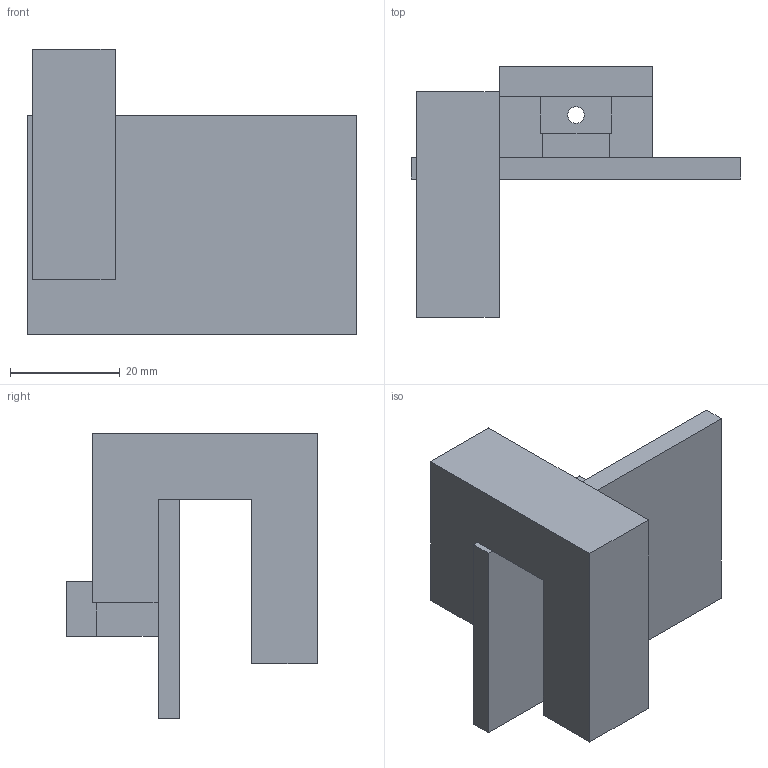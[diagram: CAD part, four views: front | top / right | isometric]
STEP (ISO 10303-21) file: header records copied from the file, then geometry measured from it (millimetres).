
FILE_DESCRIPTION (( 'STEP AP203' ), '1' );
FILE_NAME ('probe.STEP', '2024-06-09T12:21:34', ( '' ), ( '' ), 'SwSTEP 2.0', 'SolidWorks 2023', '' );
FILE_SCHEMA (( 'CONFIG_CONTROL_DESIGN' ));
Length unit declared in the file: millimetre
Products named in the file (4): lid; probe; probe_base; probe_clamp
Assembly tree (3 placements, depth 2):
  probe
    probe_base
    lid
    probe_clamp
Bounding box: 60 x 45.65 x 52 mm (x, y, z)
Volume: 28103.5 mm3; surface area: 13281.4 mm2
Topology: 3 solids, 3 shells, 70 faces, 164 edges, 106 vertices
Faces by surface type: plane 40, cylinder 24, cone 6
Entity records: 2432 total; most frequent: DIRECTION 366, CARTESIAN_POINT 346, ORIENTED_EDGE 328, EDGE_CURVE 164, AXIS2_PLACEMENT_3D 126, VECTOR 114, LINE 114, VERTEX_POINT 106
